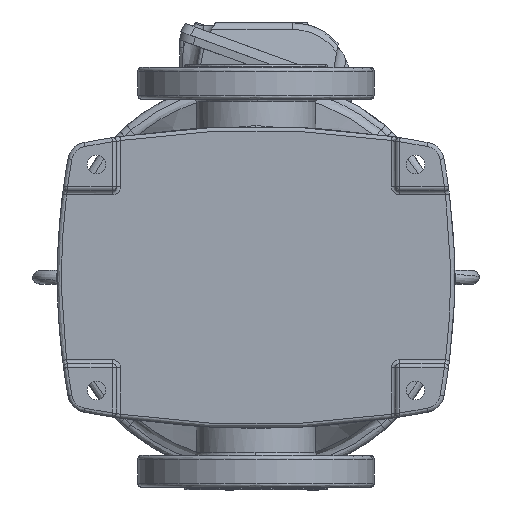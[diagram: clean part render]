
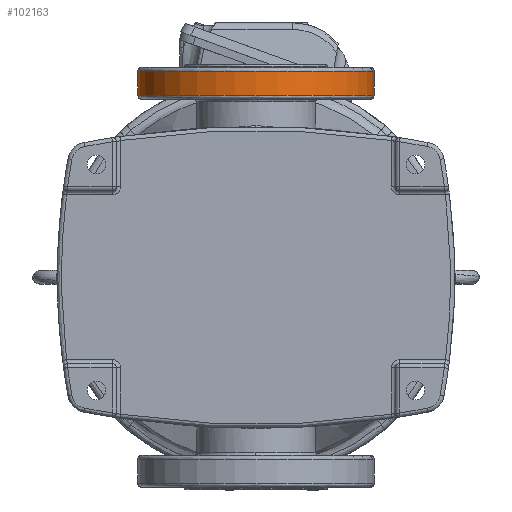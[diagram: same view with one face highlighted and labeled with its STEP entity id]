
A CAD part, front view. The second image highlights one B-rep face of the part: STEP entity #102163.
In plain terms, the highlighted cylindrical face has radius 88.9 mm (diameter 177.8 mm), a partial arc.
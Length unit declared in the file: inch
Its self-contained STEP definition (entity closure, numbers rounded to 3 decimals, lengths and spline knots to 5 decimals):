
#2125 = VERTEX_POINT ( 'NONE', #51554 ) ;
#6947 = DIRECTION ( 'NONE',  ( 0., 0., -1. ) ) ;
#14893 = DIRECTION ( 'NONE',  ( 1., 0., 0. ) ) ;
#15228 = ORIENTED_EDGE ( 'NONE', *, *, #29459, .F. ) ;
#20212 = DIRECTION ( 'NONE',  ( 1., 0., 0. ) ) ;
#21911 = LINE ( 'NONE', #96438, #96389 ) ;
#27481 = CARTESIAN_POINT ( 'NONE',  ( -6.10236, -0.55118, 3.5 ) ) ;
#29459 = EDGE_CURVE ( 'NONE', #51621, #77123, #21911, .T. ) ;
#33797 = VECTOR ( 'NONE', #60876, 39.37008 ) ;
#34674 = CYLINDRICAL_SURFACE ( 'NONE', #73576, 3.5 ) ;
#35710 = CARTESIAN_POINT ( 'NONE',  ( 6.29925, -0.55118, 0. ) ) ;
#36740 = EDGE_CURVE ( 'NONE', #2125, #51621, #49857, .T. ) ;
#37930 = ORIENTED_EDGE ( 'NONE', *, *, #36740, .F. ) ;
#43589 = CARTESIAN_POINT ( 'NONE',  ( -6.10236, -0.55118, -3.5 ) ) ;
#49857 = CIRCLE ( 'NONE', #66722, 3.5 ) ;
#49975 = DIRECTION ( 'NONE',  ( 0., 0., 1. ) ) ;
#51554 = CARTESIAN_POINT ( 'NONE',  ( -5.3937, -0.55118, 3.5 ) ) ;
#51621 = VERTEX_POINT ( 'NONE', #73909 ) ;
#52770 = ORIENTED_EDGE ( 'NONE', *, *, #62467, .T. ) ;
#52953 = CARTESIAN_POINT ( 'NONE',  ( -6.10236, -0.55118, 0. ) ) ;
#54129 = DIRECTION ( 'NONE',  ( -1., 0., 0. ) ) ;
#56105 = CARTESIAN_POINT ( 'NONE',  ( -5.3937, -0.55118, 0. ) ) ;
#60876 = DIRECTION ( 'NONE',  ( -1., 0., 0. ) ) ;
#62467 = EDGE_CURVE ( 'NONE', #2125, #75623, #101592, .T. ) ;
#63852 = CIRCLE ( 'NONE', #87474, 3.5 ) ;
#66722 = AXIS2_PLACEMENT_3D ( 'NONE', #56105, #14893, #6947 ) ;
#73576 = AXIS2_PLACEMENT_3D ( 'NONE', #35710, #99169, #49975 ) ;
#73909 = CARTESIAN_POINT ( 'NONE',  ( -5.3937, -0.55118, -3.5 ) ) ;
#75623 = VERTEX_POINT ( 'NONE', #27481 ) ;
#77123 = VERTEX_POINT ( 'NONE', #43589 ) ;
#77578 = EDGE_CURVE ( 'NONE', #75623, #77123, #63852, .T. ) ;
#85400 = ORIENTED_EDGE ( 'NONE', *, *, #77578, .T. ) ;
#86606 = EDGE_LOOP ( 'NONE', ( #15228, #37930, #52770, #85400 ) ) ;
#87474 = AXIS2_PLACEMENT_3D ( 'NONE', #52953, #20212, #101080 ) ;
#90724 = FACE_OUTER_BOUND ( 'NONE', #86606, .T. ) ;
#96389 = VECTOR ( 'NONE', #54129, 39.37008 ) ;
#96438 = CARTESIAN_POINT ( 'NONE',  ( 6.29925, -0.55118, -3.5 ) ) ;
#99169 = DIRECTION ( 'NONE',  ( -1., 0., 0. ) ) ;
#101080 = DIRECTION ( 'NONE',  ( 0., 0., 1. ) ) ;
#101592 = LINE ( 'NONE', #103567, #33797 ) ;
#102163 = ADVANCED_FACE ( 'NONE', ( #90724 ), #34674, .T. ) ;
#103567 = CARTESIAN_POINT ( 'NONE',  ( 6.29925, -0.55118, 3.5 ) ) ;
